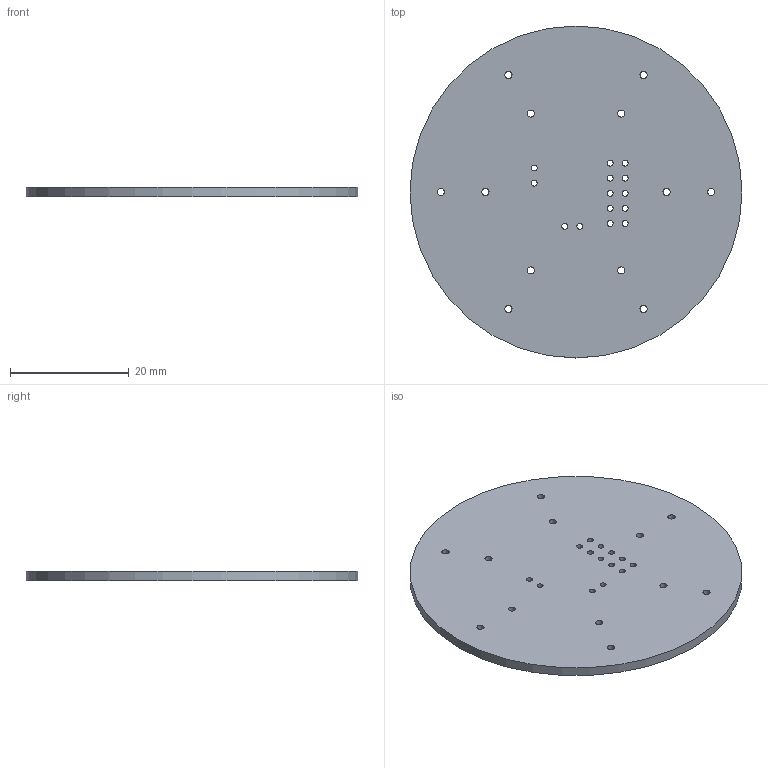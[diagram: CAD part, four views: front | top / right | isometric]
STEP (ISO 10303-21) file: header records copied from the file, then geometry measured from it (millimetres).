
FILE_DESCRIPTION(('KiCad electronic assembly'),'2;1');
FILE_NAME('blinker.step','2022-01-26T14:35:49',('Pcbnew'),('Kicad'), 'Open CASCADE STEP processor 7.5','KiCad to STEP converter','Unknown' );
FILE_SCHEMA(('AUTOMOTIVE_DESIGN { 1 0 10303 214 1 1 1 1 }'));
Length unit declared in the file: millimetre
Products named in the file (2): blinker 1; blinker PCB
Assembly tree (1 placements, depth 2):
  blinker 1
    blinker PCB
Bounding box: 55.88 x 55.88 x 1.6 mm (x, y, z)
Volume: 3884.6 mm3; surface area: 5279.4 mm2
Topology: 1 solids, 1 shells, 29 faces, 81 edges, 54 vertices
Faces by surface type: cylinder 27, plane 2
Full cylindrical faces by diameter (mm): 1 x14, 1.2 x12, 55.88 x1
Entity records: 2173 total; most frequent: DIRECTION 359, CARTESIAN_POINT 328, ORIENTED_EDGE 162, PCURVE 162, DEFINITIONAL_REPRESENTATION 162, LINE 135, VECTOR 135, CIRCLE 108
